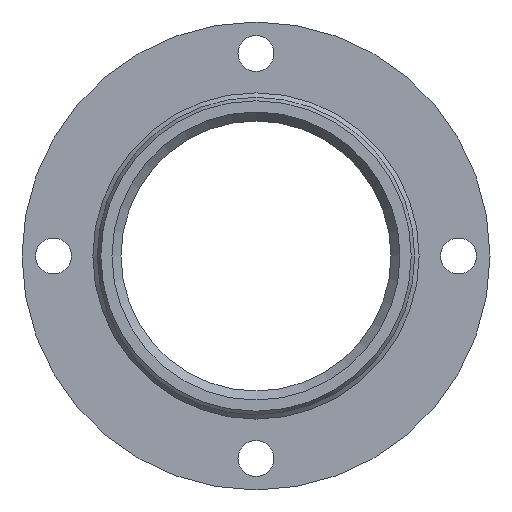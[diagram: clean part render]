
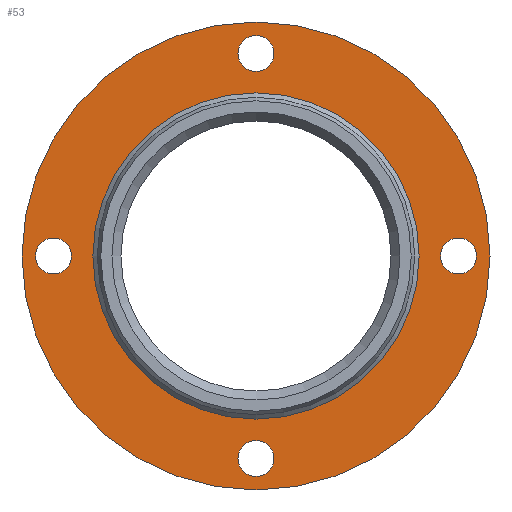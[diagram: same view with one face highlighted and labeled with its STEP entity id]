
A CAD part, left-side view. The second image highlights one B-rep face of the part: STEP entity #53.
In plain terms, the highlighted planar face has unit normal (-1, 0, 0).
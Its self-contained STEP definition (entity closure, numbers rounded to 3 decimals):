
#53=ADVANCED_FACE('',(#323,#325,#327,#329,#331,#333),#335,.T.);
#323=FACE_BOUND('',#324,.T.);
#324=EDGE_LOOP('',(#609));
#325=FACE_BOUND('',#326,.T.);
#326=EDGE_LOOP('',(#610));
#327=FACE_BOUND('',#328,.T.);
#328=EDGE_LOOP('',(#611));
#329=FACE_BOUND('',#330,.T.);
#330=EDGE_LOOP('',(#612));
#331=FACE_BOUND('',#332,.T.);
#332=EDGE_LOOP('',(#613));
#333=FACE_BOUND('',#334,.T.);
#334=EDGE_LOOP('',(#614));
#335=PLANE('',#336);
#336=AXIS2_PLACEMENT_3D('',#337,#338,#339);
#337=CARTESIAN_POINT('',(-20.333,1.757,0.));
#338=DIRECTION('',(-1.,0.,0.));
#339=DIRECTION('',(0.,-1.,0.));
#609=ORIENTED_EDGE('',*,*,#677,.T.);
#610=ORIENTED_EDGE('',*,*,#678,.T.);
#611=ORIENTED_EDGE('',*,*,#679,.T.);
#612=ORIENTED_EDGE('',*,*,#680,.T.);
#613=ORIENTED_EDGE('',*,*,#681,.T.);
#614=ORIENTED_EDGE('',*,*,#682,.F.);
#677=EDGE_CURVE('',#711,#711,#712,.T.);
#678=EDGE_CURVE('',#713,#713,#714,.T.);
#679=EDGE_CURVE('',#715,#715,#716,.T.);
#680=EDGE_CURVE('',#717,#717,#718,.T.);
#681=EDGE_CURVE('',#719,#719,#720,.T.);
#682=EDGE_CURVE('',#721,#721,#722,.T.);
#711=VERTEX_POINT('',#779);
#712=CIRCLE('',#780,104.);
#713=VERTEX_POINT('',#784);
#714=CIRCLE('',#785,8.);
#715=VERTEX_POINT('',#789);
#716=CIRCLE('',#790,8.);
#717=VERTEX_POINT('',#794);
#718=CIRCLE('',#795,8.);
#719=VERTEX_POINT('',#799);
#720=CIRCLE('',#800,8.);
#721=VERTEX_POINT('',#804);
#722=CIRCLE('',#805,72.5);
#779=CARTESIAN_POINT('',(-20.333,-102.243,0.));
#780=AXIS2_PLACEMENT_3D('',#781,#782,#783);
#781=CARTESIAN_POINT('',(-20.333,1.757,0.));
#782=DIRECTION('',(-1.,0.,0.));
#783=DIRECTION('',(0.,-1.,0.));
#784=CARTESIAN_POINT('',(-20.333,91.757,-8.));
#785=AXIS2_PLACEMENT_3D('',#786,#787,#788);
#786=CARTESIAN_POINT('',(-20.333,91.757,0.));
#787=DIRECTION('',(1.,0.,0.));
#788=DIRECTION('',(0.,0.,-1.));
#789=CARTESIAN_POINT('',(-20.333,1.757,82.));
#790=AXIS2_PLACEMENT_3D('',#791,#792,#793);
#791=CARTESIAN_POINT('',(-20.333,1.757,90.));
#792=DIRECTION('',(1.,0.,0.));
#793=DIRECTION('',(0.,0.,-1.));
#794=CARTESIAN_POINT('',(-20.333,-88.243,-8.));
#795=AXIS2_PLACEMENT_3D('',#796,#797,#798);
#796=CARTESIAN_POINT('',(-20.333,-88.243,0.));
#797=DIRECTION('',(1.,0.,0.));
#798=DIRECTION('',(0.,0.,-1.));
#799=CARTESIAN_POINT('',(-20.333,1.757,-98.));
#800=AXIS2_PLACEMENT_3D('',#801,#802,#803);
#801=CARTESIAN_POINT('',(-20.333,1.757,-90.));
#802=DIRECTION('',(1.,0.,0.));
#803=DIRECTION('',(0.,0.,-1.));
#804=CARTESIAN_POINT('',(-20.333,-70.743,0.));
#805=AXIS2_PLACEMENT_3D('',#806,#807,#808);
#806=CARTESIAN_POINT('',(-20.333,1.757,0.));
#807=DIRECTION('',(-1.,0.,0.));
#808=DIRECTION('',(0.,-1.,0.));
